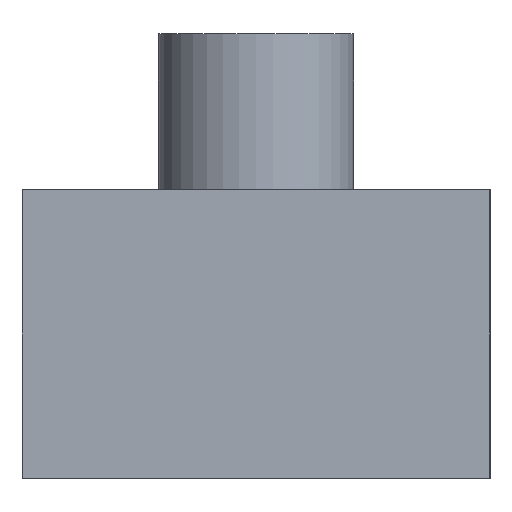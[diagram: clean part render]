
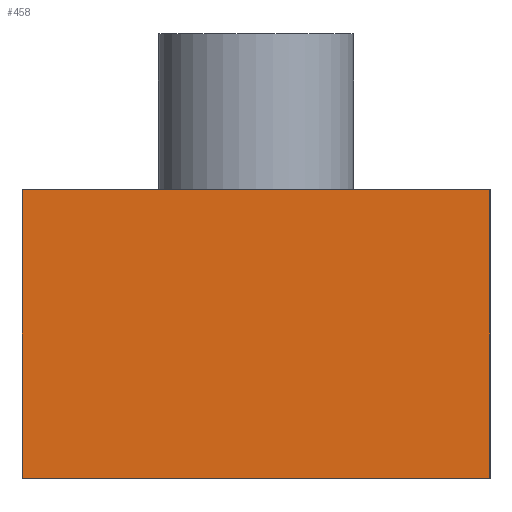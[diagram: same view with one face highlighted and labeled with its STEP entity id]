
A CAD part, left-side view. The second image highlights one B-rep face of the part: STEP entity #458.
In plain terms, the highlighted planar face has unit normal (-1, 0, 0).
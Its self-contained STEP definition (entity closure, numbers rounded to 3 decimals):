
#40=PLANE('',#506);
#66=FACE_OUTER_BOUND('',#96,.T.);
#96=EDGE_LOOP('',(#425,#426,#427,#428));
#112=LINE('',#684,#164);
#123=LINE('',#705,#175);
#133=LINE('',#724,#185);
#142=LINE('',#741,#194);
#164=VECTOR('',#564,10.);
#175=VECTOR('',#577,10.);
#185=VECTOR('',#593,10.);
#194=VECTOR('',#606,10.);
#225=VERTEX_POINT('',#680);
#227=VERTEX_POINT('',#683);
#236=VERTEX_POINT('',#704);
#242=VERTEX_POINT('',#722);
#272=EDGE_CURVE('',#227,#225,#112,.T.);
#283=EDGE_CURVE('',#227,#236,#123,.T.);
#293=EDGE_CURVE('',#225,#242,#133,.T.);
#302=EDGE_CURVE('',#236,#242,#142,.T.);
#425=ORIENTED_EDGE('',*,*,#272,.T.);
#426=ORIENTED_EDGE('',*,*,#293,.T.);
#427=ORIENTED_EDGE('',*,*,#302,.F.);
#428=ORIENTED_EDGE('',*,*,#283,.F.);
#458=ADVANCED_FACE('',(#66),#40,.T.);
#506=AXIS2_PLACEMENT_3D('',#755,#627,#628);
#564=DIRECTION('',(0.,-1.,0.));
#577=DIRECTION('',(0.,0.,1.));
#593=DIRECTION('',(0.,0.,1.));
#606=DIRECTION('',(0.,-1.,0.));
#627=DIRECTION('center_axis',(-1.,0.,0.));
#628=DIRECTION('ref_axis',(0.,-1.,0.));
#680=CARTESIAN_POINT('',(0.,0.,0.));
#683=CARTESIAN_POINT('',(0.,6.,0.));
#684=CARTESIAN_POINT('',(0.,6.,0.));
#704=CARTESIAN_POINT('',(0.,6.,3.7));
#705=CARTESIAN_POINT('',(0.,6.,0.));
#722=CARTESIAN_POINT('',(0.,0.,3.7));
#724=CARTESIAN_POINT('',(0.,0.,0.));
#741=CARTESIAN_POINT('',(0.,6.,3.7));
#755=CARTESIAN_POINT('Origin',(0.,6.,0.));
